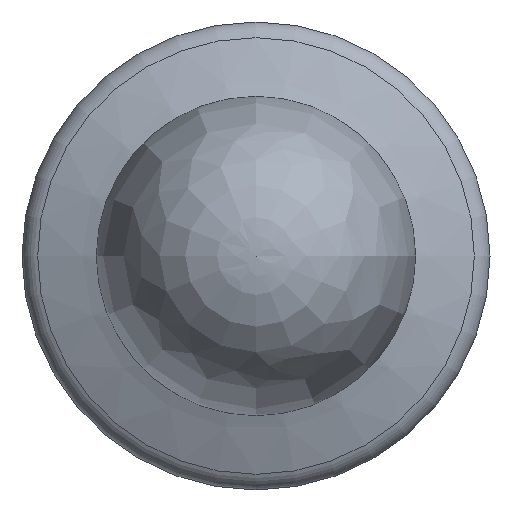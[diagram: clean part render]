
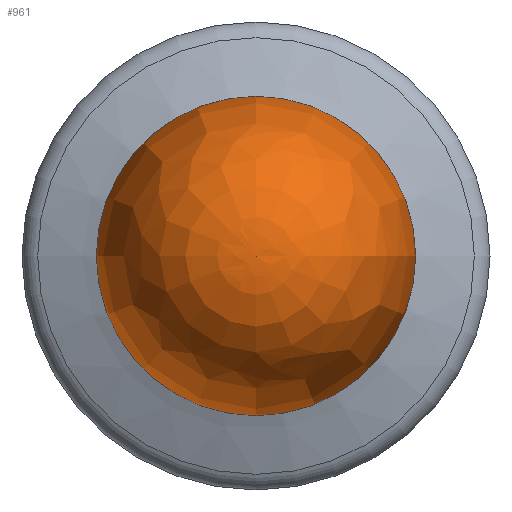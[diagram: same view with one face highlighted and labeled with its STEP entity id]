
A CAD part, front view. The second image highlights one B-rep face of the part: STEP entity #961.
In plain terms, the highlighted free-form (B-spline) face has degree [5, 2] with [10, 9] control points.
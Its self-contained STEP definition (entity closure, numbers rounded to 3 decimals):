
#15=(
BOUNDED_CURVE()
B_SPLINE_CURVE(5,(#7606,#7607,#7608,#7609,#7610,#7611,#7612,#7613,#7614,
#7615),.UNSPECIFIED.,.F.,.F.)
B_SPLINE_CURVE_WITH_KNOTS((6,1,1,1,1,6),(0.,0.2,0.4,0.6,0.8,1.),
 .UNSPECIFIED.)
CURVE()
GEOMETRIC_REPRESENTATION_ITEM()
RATIONAL_B_SPLINE_CURVE((1.,1.,1.,1.,1.,1.,1.,1.,1.,1.))
REPRESENTATION_ITEM('')
);
#16=(
BOUNDED_SURFACE()
B_SPLINE_SURFACE(5,2,((#7515,#7516,#7517,#7518,#7519,#7520,#7521,#7522,
#7523),(#7524,#7525,#7526,#7527,#7528,#7529,#7530,#7531,#7532),(#7533,#7534,
#7535,#7536,#7537,#7538,#7539,#7540,#7541),(#7542,#7543,#7544,#7545,#7546,
#7547,#7548,#7549,#7550),(#7551,#7552,#7553,#7554,#7555,#7556,#7557,#7558,
#7559),(#7560,#7561,#7562,#7563,#7564,#7565,#7566,#7567,#7568),(#7569,#7570,
#7571,#7572,#7573,#7574,#7575,#7576,#7577),(#7578,#7579,#7580,#7581,#7582,
#7583,#7584,#7585,#7586),(#7587,#7588,#7589,#7590,#7591,#7592,#7593,#7594,
#7595),(#7596,#7597,#7598,#7599,#7600,#7601,#7602,#7603,#7604)),
 .UNSPECIFIED.,.F.,.T.,.F.)
B_SPLINE_SURFACE_WITH_KNOTS((6,1,1,1,1,6),(3,2,2,2,3),(0.,0.2,0.4,0.6,0.8,
1.),(0.,1.571,3.142,4.712,6.283),
 .UNSPECIFIED.)
GEOMETRIC_REPRESENTATION_ITEM()
RATIONAL_B_SPLINE_SURFACE(((1.,0.707,1.,0.707,1.,
0.707,1.,0.707,1.),(1.,0.707,1.,0.707,
1.,0.707,1.,0.707,1.),(1.,0.707,1.,
0.707,1.,0.707,1.,0.707,1.),(1.,0.707,
1.,0.707,1.,0.707,1.,0.707,1.),(1.,
0.707,1.,0.707,1.,0.707,1.,0.707,
1.),(1.,0.707,1.,0.707,1.,0.707,1.,
0.707,1.),(1.,0.707,1.,0.707,1.,0.707,
1.,0.707,1.),(1.,0.707,1.,0.707,1.,
0.707,1.,0.707,1.),(1.,0.707,1.,0.707,
1.,0.707,1.,0.707,1.),(1.,0.707,1.,
0.707,1.,0.707,1.,0.707,1.)))
REPRESENTATION_ITEM('')
SURFACE()
);
#107=FACE_OUTER_BOUND('',#167,.T.);
#167=EDGE_LOOP('',(#878,#879,#880,#881));
#209=CIRCLE('',#1059,13.);
#210=CIRCLE('',#1060,13.);
#435=VERTEX_POINT('',#7510);
#436=VERTEX_POINT('',#7511);
#437=VERTEX_POINT('',#7605);
#582=EDGE_CURVE('',#435,#436,#209,.T.);
#583=EDGE_CURVE('',#436,#435,#210,.T.);
#585=EDGE_CURVE('',#437,#435,#15,.T.);
#878=ORIENTED_EDGE('',*,*,#585,.T.);
#879=ORIENTED_EDGE('',*,*,#582,.T.);
#880=ORIENTED_EDGE('',*,*,#583,.T.);
#881=ORIENTED_EDGE('',*,*,#585,.F.);
#961=ADVANCED_FACE('',(#107),#16,.T.);
#1059=AXIS2_PLACEMENT_3D('',#7512,#1253,#1254);
#1060=AXIS2_PLACEMENT_3D('',#7513,#1255,#1256);
#1253=DIRECTION('center_axis',(0.,-1.,0.));
#1254=DIRECTION('ref_axis',(1.,0.,0.));
#1255=DIRECTION('center_axis',(0.,-1.,0.));
#1256=DIRECTION('ref_axis',(1.,0.,0.));
#7510=CARTESIAN_POINT('',(-44.15,-71.2,0.));
#7511=CARTESIAN_POINT('',(-70.15,-71.2,0.));
#7512=CARTESIAN_POINT('Origin',(-57.15,-71.2,0.));
#7513=CARTESIAN_POINT('Origin',(-57.15,-71.2,0.));
#7515=CARTESIAN_POINT('Ctrl Pts',(-57.15,-89.7,0.));
#7516=CARTESIAN_POINT('Ctrl Pts',(-57.15,-89.7,0.));
#7517=CARTESIAN_POINT('Ctrl Pts',(-57.15,-89.7,0.));
#7518=CARTESIAN_POINT('Ctrl Pts',(-57.15,-89.7,0.));
#7519=CARTESIAN_POINT('Ctrl Pts',(-57.15,-89.7,0.));
#7520=CARTESIAN_POINT('Ctrl Pts',(-57.15,-89.7,0.));
#7521=CARTESIAN_POINT('Ctrl Pts',(-57.15,-89.7,0.));
#7522=CARTESIAN_POINT('Ctrl Pts',(-57.15,-89.7,0.));
#7523=CARTESIAN_POINT('Ctrl Pts',(-57.15,-89.7,0.));
#7524=CARTESIAN_POINT('Ctrl Pts',(-55.906,-89.7,0.));
#7525=CARTESIAN_POINT('Ctrl Pts',(-55.906,-89.7,1.244));
#7526=CARTESIAN_POINT('Ctrl Pts',(-57.15,-89.7,1.244));
#7527=CARTESIAN_POINT('Ctrl Pts',(-58.394,-89.7,1.244));
#7528=CARTESIAN_POINT('Ctrl Pts',(-58.394,-89.7,0.));
#7529=CARTESIAN_POINT('Ctrl Pts',(-58.394,-89.7,-1.244));
#7530=CARTESIAN_POINT('Ctrl Pts',(-57.15,-89.7,-1.244));
#7531=CARTESIAN_POINT('Ctrl Pts',(-55.906,-89.7,-1.244));
#7532=CARTESIAN_POINT('Ctrl Pts',(-55.906,-89.7,0.));
#7533=CARTESIAN_POINT('Ctrl Pts',(-53.611,-89.479,0.));
#7534=CARTESIAN_POINT('Ctrl Pts',(-53.611,-89.479,3.539));
#7535=CARTESIAN_POINT('Ctrl Pts',(-57.15,-89.479,3.539));
#7536=CARTESIAN_POINT('Ctrl Pts',(-60.689,-89.479,3.539));
#7537=CARTESIAN_POINT('Ctrl Pts',(-60.689,-89.479,0.));
#7538=CARTESIAN_POINT('Ctrl Pts',(-60.689,-89.479,-3.539));
#7539=CARTESIAN_POINT('Ctrl Pts',(-57.15,-89.479,-3.539));
#7540=CARTESIAN_POINT('Ctrl Pts',(-53.611,-89.479,-3.539));
#7541=CARTESIAN_POINT('Ctrl Pts',(-53.611,-89.479,0.));
#7542=CARTESIAN_POINT('Ctrl Pts',(-50.754,-88.483,0.));
#7543=CARTESIAN_POINT('Ctrl Pts',(-50.754,-88.483,6.396));
#7544=CARTESIAN_POINT('Ctrl Pts',(-57.15,-88.483,6.396));
#7545=CARTESIAN_POINT('Ctrl Pts',(-63.546,-88.483,6.396));
#7546=CARTESIAN_POINT('Ctrl Pts',(-63.546,-88.483,0.));
#7547=CARTESIAN_POINT('Ctrl Pts',(-63.546,-88.483,-6.396));
#7548=CARTESIAN_POINT('Ctrl Pts',(-57.15,-88.483,-6.396));
#7549=CARTESIAN_POINT('Ctrl Pts',(-50.754,-88.483,-6.396));
#7550=CARTESIAN_POINT('Ctrl Pts',(-50.754,-88.483,0.));
#7551=CARTESIAN_POINT('Ctrl Pts',(-47.965,-86.016,0.));
#7552=CARTESIAN_POINT('Ctrl Pts',(-47.965,-86.016,9.185));
#7553=CARTESIAN_POINT('Ctrl Pts',(-57.15,-86.016,9.185));
#7554=CARTESIAN_POINT('Ctrl Pts',(-66.335,-86.016,9.185));
#7555=CARTESIAN_POINT('Ctrl Pts',(-66.335,-86.016,0.));
#7556=CARTESIAN_POINT('Ctrl Pts',(-66.335,-86.016,-9.185));
#7557=CARTESIAN_POINT('Ctrl Pts',(-57.15,-86.016,-9.185));
#7558=CARTESIAN_POINT('Ctrl Pts',(-47.965,-86.016,-9.185));
#7559=CARTESIAN_POINT('Ctrl Pts',(-47.965,-86.016,0.));
#7560=CARTESIAN_POINT('Ctrl Pts',(-45.708,-81.699,0.));
#7561=CARTESIAN_POINT('Ctrl Pts',(-45.708,-81.699,11.442));
#7562=CARTESIAN_POINT('Ctrl Pts',(-57.15,-81.699,11.442));
#7563=CARTESIAN_POINT('Ctrl Pts',(-68.592,-81.699,11.442));
#7564=CARTESIAN_POINT('Ctrl Pts',(-68.592,-81.699,0.));
#7565=CARTESIAN_POINT('Ctrl Pts',(-68.592,-81.699,-11.442));
#7566=CARTESIAN_POINT('Ctrl Pts',(-57.15,-81.699,-11.442));
#7567=CARTESIAN_POINT('Ctrl Pts',(-45.708,-81.699,-11.442));
#7568=CARTESIAN_POINT('Ctrl Pts',(-45.708,-81.699,0.));
#7569=CARTESIAN_POINT('Ctrl Pts',(-44.647,-77.687,0.));
#7570=CARTESIAN_POINT('Ctrl Pts',(-44.647,-77.687,12.503));
#7571=CARTESIAN_POINT('Ctrl Pts',(-57.15,-77.687,12.503));
#7572=CARTESIAN_POINT('Ctrl Pts',(-69.653,-77.687,12.503));
#7573=CARTESIAN_POINT('Ctrl Pts',(-69.653,-77.687,0.));
#7574=CARTESIAN_POINT('Ctrl Pts',(-69.653,-77.687,-12.503));
#7575=CARTESIAN_POINT('Ctrl Pts',(-57.15,-77.687,-12.503));
#7576=CARTESIAN_POINT('Ctrl Pts',(-44.647,-77.687,-12.503));
#7577=CARTESIAN_POINT('Ctrl Pts',(-44.647,-77.687,0.));
#7578=CARTESIAN_POINT('Ctrl Pts',(-44.24,-74.502,0.));
#7579=CARTESIAN_POINT('Ctrl Pts',(-44.24,-74.502,12.91));
#7580=CARTESIAN_POINT('Ctrl Pts',(-57.15,-74.502,12.91));
#7581=CARTESIAN_POINT('Ctrl Pts',(-70.06,-74.502,12.91));
#7582=CARTESIAN_POINT('Ctrl Pts',(-70.06,-74.502,0.));
#7583=CARTESIAN_POINT('Ctrl Pts',(-70.06,-74.502,-12.91));
#7584=CARTESIAN_POINT('Ctrl Pts',(-57.15,-74.502,-12.91));
#7585=CARTESIAN_POINT('Ctrl Pts',(-44.24,-74.502,-12.91));
#7586=CARTESIAN_POINT('Ctrl Pts',(-44.24,-74.502,0.));
#7587=CARTESIAN_POINT('Ctrl Pts',(-44.15,-72.312,0.));
#7588=CARTESIAN_POINT('Ctrl Pts',(-44.15,-72.312,13.));
#7589=CARTESIAN_POINT('Ctrl Pts',(-57.15,-72.312,13.));
#7590=CARTESIAN_POINT('Ctrl Pts',(-70.15,-72.312,13.));
#7591=CARTESIAN_POINT('Ctrl Pts',(-70.15,-72.312,0.));
#7592=CARTESIAN_POINT('Ctrl Pts',(-70.15,-72.312,-13.));
#7593=CARTESIAN_POINT('Ctrl Pts',(-57.15,-72.312,-13.));
#7594=CARTESIAN_POINT('Ctrl Pts',(-44.15,-72.312,-13.));
#7595=CARTESIAN_POINT('Ctrl Pts',(-44.15,-72.312,0.));
#7596=CARTESIAN_POINT('Ctrl Pts',(-44.15,-71.2,0.));
#7597=CARTESIAN_POINT('Ctrl Pts',(-44.15,-71.2,13.));
#7598=CARTESIAN_POINT('Ctrl Pts',(-57.15,-71.2,13.));
#7599=CARTESIAN_POINT('Ctrl Pts',(-70.15,-71.2,13.));
#7600=CARTESIAN_POINT('Ctrl Pts',(-70.15,-71.2,0.));
#7601=CARTESIAN_POINT('Ctrl Pts',(-70.15,-71.2,-13.));
#7602=CARTESIAN_POINT('Ctrl Pts',(-57.15,-71.2,-13.));
#7603=CARTESIAN_POINT('Ctrl Pts',(-44.15,-71.2,-13.));
#7604=CARTESIAN_POINT('Ctrl Pts',(-44.15,-71.2,0.));
#7605=CARTESIAN_POINT('',(-57.15,-89.7,0.));
#7606=CARTESIAN_POINT('Ctrl Pts',(-57.15,-89.7,0.));
#7607=CARTESIAN_POINT('Ctrl Pts',(-55.906,-89.7,0.));
#7608=CARTESIAN_POINT('Ctrl Pts',(-53.611,-89.479,0.));
#7609=CARTESIAN_POINT('Ctrl Pts',(-50.754,-88.483,0.));
#7610=CARTESIAN_POINT('Ctrl Pts',(-47.965,-86.016,0.));
#7611=CARTESIAN_POINT('Ctrl Pts',(-45.708,-81.699,0.));
#7612=CARTESIAN_POINT('Ctrl Pts',(-44.647,-77.687,0.));
#7613=CARTESIAN_POINT('Ctrl Pts',(-44.24,-74.502,0.));
#7614=CARTESIAN_POINT('Ctrl Pts',(-44.15,-72.312,0.));
#7615=CARTESIAN_POINT('Ctrl Pts',(-44.15,-71.2,0.));
